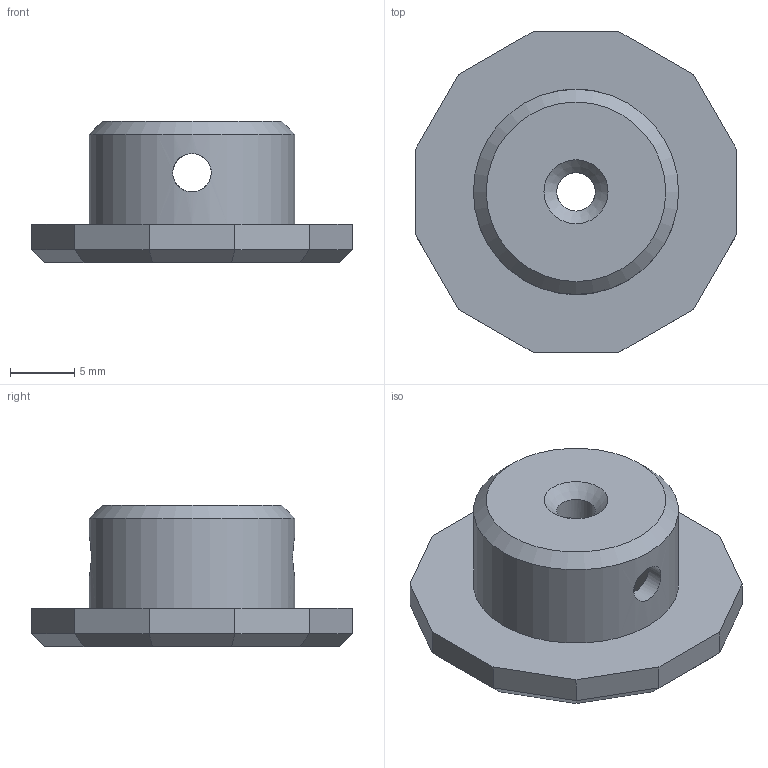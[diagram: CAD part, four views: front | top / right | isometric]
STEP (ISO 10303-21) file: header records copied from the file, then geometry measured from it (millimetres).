
FILE_DESCRIPTION(('STEP AP242'), '1');
FILE_NAME('itemBodyOfDieForThreadingM2-3', '', ('UNSPECIFIED'), ('UNSPECIFIED'), 'C3D Converter', 'C3D Toolkit', '');
FILE_SCHEMA(('AP242_MANAGED_MODEL_BASED_3D_ENGINEERING_MIM_LF { 1 0 10303 442 1 1 4 }'));
Length unit declared in the file: millimetre
Bounding box: 25 x 25 x 11 mm (x, y, z)
Volume: 2565.5 mm3; surface area: 2005.2 mm2
Topology: 1 solids, 1 shells, 49 faces, 117 edges, 71 vertices
Faces by surface type: plane 39, cylinder 7, cone 3
Full cylindrical faces by diameter (mm): 3 x6, 16 x1
Entity records: 1506 total; most frequent: CARTESIAN_POINT 371, ORIENTED_EDGE 214, DIRECTION 212, EDGE_CURVE 107, LINE 90, VECTOR 90, VERTEX_POINT 71, EDGE_LOOP 70
